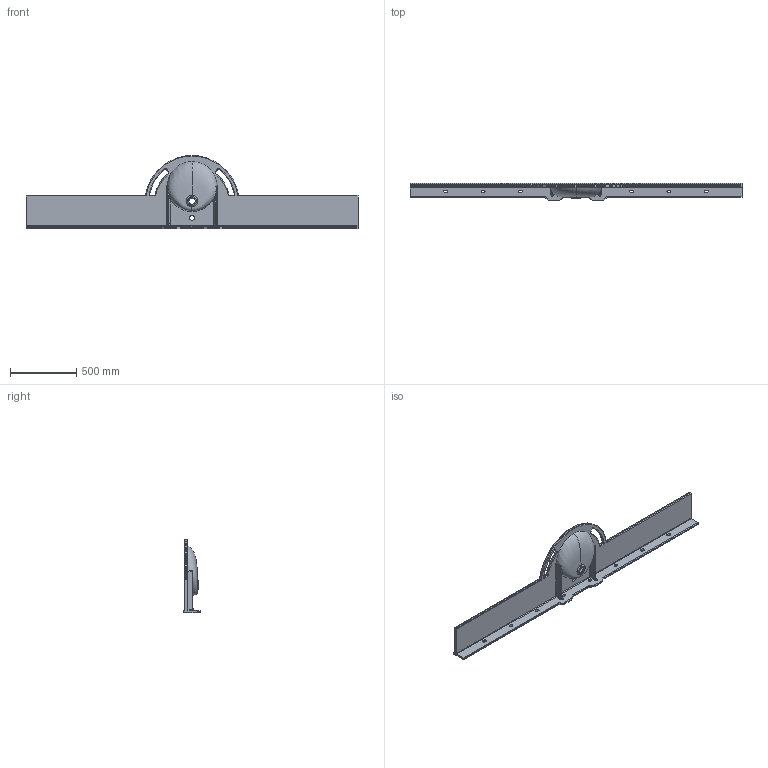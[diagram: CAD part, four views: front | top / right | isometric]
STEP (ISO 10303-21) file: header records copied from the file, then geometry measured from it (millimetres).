
FILE_DESCRIPTION (( 'STEP AP203' ), '1' );
FILE_NAME ('PRIVO_variable.STEP', '2021-08-17T12:21:27', ( '' ), ( '' ), 'SwSTEP 2.0', 'SolidWorks 2020', '' );
FILE_SCHEMA (( 'CONFIG_CONTROL_DESIGN' ));
Products named in the file (1): PRIVO_variable
Bounding box: 2500 x 130 x 550 mm (x, y, z)
Volume: 18659658.9 mm3; surface area: 2186427.2 mm2
Topology: 1 solids, 1 shells, 235 faces, 610 edges, 365 vertices
Faces by surface type: cylinder 96, plane 51, torus 40, bspline 38, sphere 10
Entity records: 66783 total; most frequent: CARTESIAN_POINT 61305, ORIENTED_EDGE 1192, DIRECTION 1083, EDGE_CURVE 596, AXIS2_PLACEMENT_3D 428, VERTEX_POINT 365, EDGE_LOOP 261, FACE_OUTER_BOUND 235
